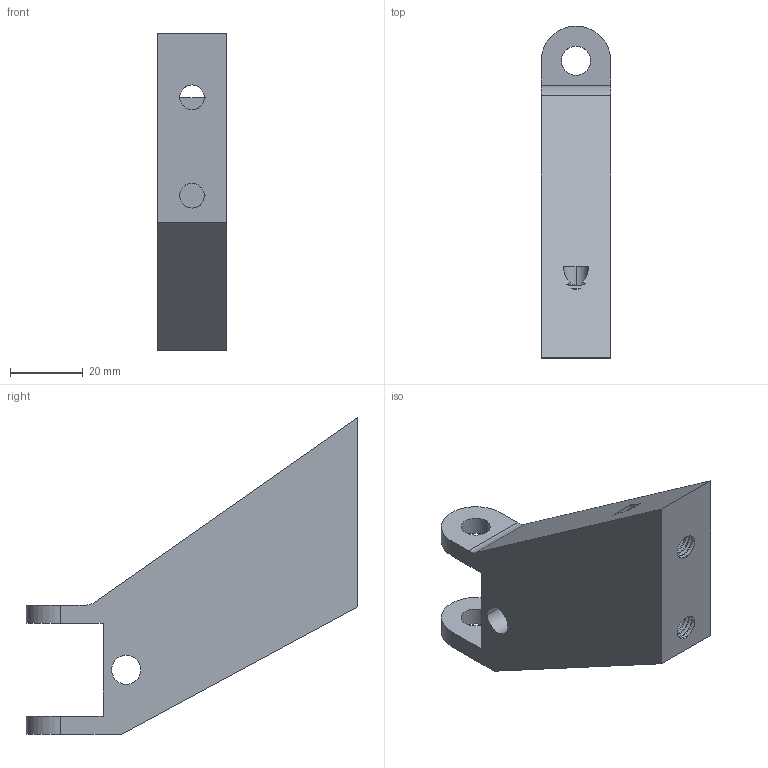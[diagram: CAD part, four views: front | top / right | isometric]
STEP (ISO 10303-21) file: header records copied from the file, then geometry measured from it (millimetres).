
FILE_DESCRIPTION (( 'STEP AP203' ), '1' );
FILE_NAME ('BottomShock mount.STEP', '2023-02-03T04:53:17', ( '' ), ( '' ), 'SwSTEP 2.0', 'SolidWorks 2021', '' );
FILE_SCHEMA (( 'CONFIG_CONTROL_DESIGN' ));
Length unit declared in the file: millimetre
Products named in the file (1): BottomShock mount
Bounding box: 19.05 x 91.15 x 87 mm (x, y, z)
Volume: 61774.1 mm3; surface area: 15148.4 mm2
Topology: 1 solids, 1 shells, 101 faces, 290 edges, 192 vertices
Faces by surface type: cylinder 77, plane 16, bspline 8
Entity records: 9094 total; most frequent: CARTESIAN_POINT 6787, ORIENTED_EDGE 580, DIRECTION 361, EDGE_CURVE 290, VERTEX_POINT 192, AXIS2_PLACEMENT_3D 122, VECTOR 117, LINE 117
